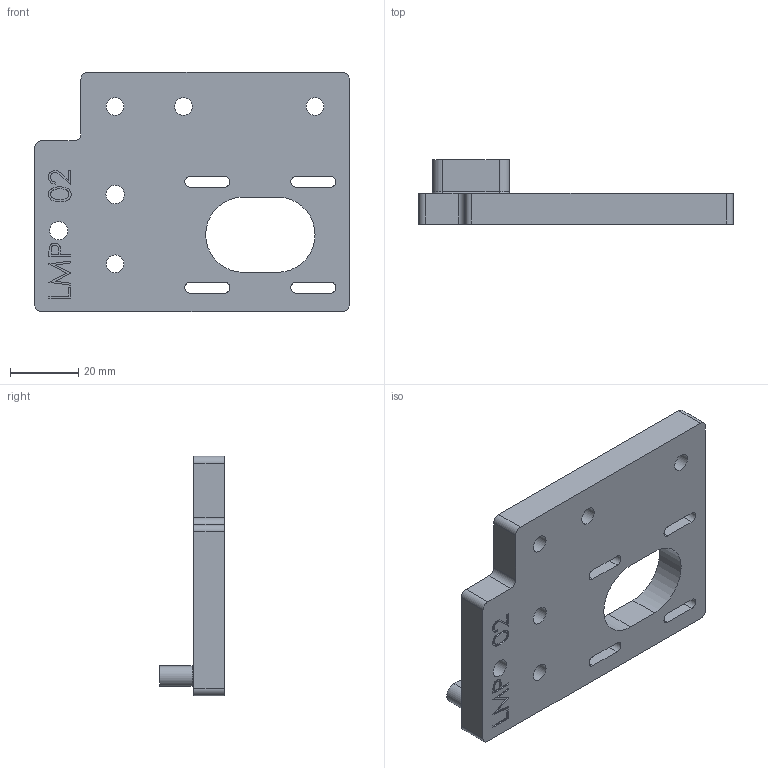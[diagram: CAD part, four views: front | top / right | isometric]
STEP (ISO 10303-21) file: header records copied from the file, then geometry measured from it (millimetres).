
FILE_DESCRIPTION(/* description */ (''),/* implementation_level */ '2;1');
FILE_NAME(/* name */ 'motor_corner_bracket_Left Motor Corner Bracket.stp',/* time_stamp */ '2024-05-24T16:03:25-07:00',/* author */ ('Micha'),/* organization */ (''),/* preprocessor_version */ 'ST-DEVELOPER v20',/* originating_system */ 'Autodesk Inventor 2024',/* authorisation */ '');
FILE_SCHEMA (('AUTOMOTIVE_DESIGN { 1 0 10303 214 3 1 1 }'));
Length unit declared in the file: millimetre
Products named in the file (1): motor_corner_bracket_Left Motor Corner Bracket
Bounding box: 92 x 19 x 70 mm (x, y, z)
Volume: 47308.7 mm3; surface area: 17239.3 mm2
Topology: 1 solids, 1 shells, 144 faces, 368 edges, 244 vertices
Faces by surface type: plane 79, cylinder 40, bspline 21, cone 2, torus 2
Full cylindrical faces by diameter (mm): 2.7 x2, 5.2 x4, 5.4 x2, 9.5 x4
Entity records: 5851 total; most frequent: CARTESIAN_POINT 2322, ORIENTED_EDGE 736, DIRECTION 660, EDGE_CURVE 368, VERTEX_POINT 244, LINE 240, VECTOR 240, AXIS2_PLACEMENT_3D 210
